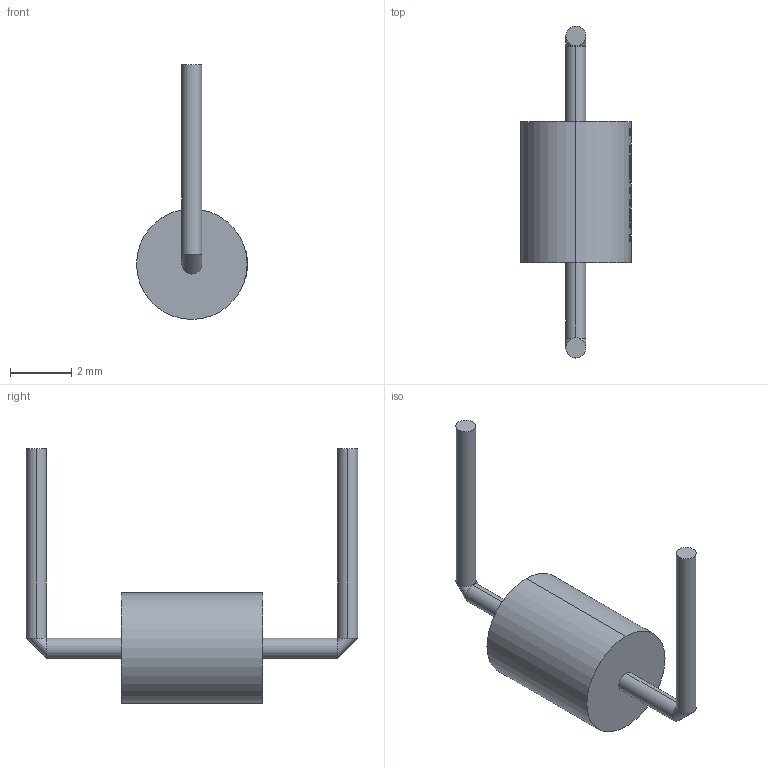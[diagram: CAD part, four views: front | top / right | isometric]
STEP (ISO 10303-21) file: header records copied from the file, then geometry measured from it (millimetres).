
FILE_DESCRIPTION (( 'STEP AP214' ), '1' );
FILE_NAME ('IL_B01A1_D3.6L10.8L24.6H6.5LL6.5.STEP', '2018-03-19T14:23:11', ( '' ), ( '' ), 'SwSTEP 2.0', 'SolidWorks 2014', '' );
FILE_SCHEMA (( 'AUTOMOTIVE_DESIGN' ));
Length unit declared in the file: millimetre
Products named in the file (1): IL_B01A1_D3.6L10.8L24.6H6.5LL6.5
Bounding box: 3.61 x 10.8 x 8.3 mm (x, y, z)
Volume: 52.9 mm3; surface area: 109.9 mm2
Topology: 1 solids, 1 shells, 72 faces, 195 edges, 126 vertices
Faces by surface type: bspline 31, plane 26, cylinder 13, torus 2
Entity records: 2590 total; most frequent: CARTESIAN_POINT 884, ORIENTED_EDGE 382, EDGE_CURVE 191, DIRECTION 184, VERTEX_POINT 126, B_SPLINE_CURVE_WITH_KNOTS 113, EDGE_LOOP 77, ADVANCED_FACE 72
